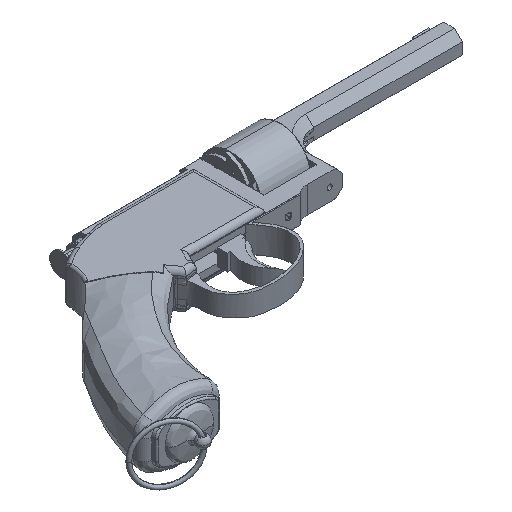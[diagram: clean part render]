
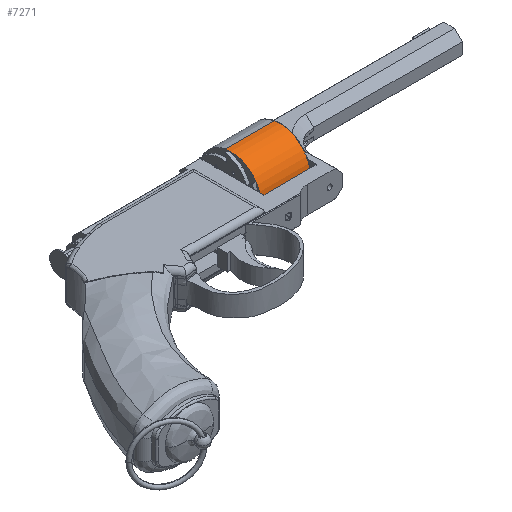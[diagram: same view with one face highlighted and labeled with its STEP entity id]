
A CAD part, isometric view. The second image highlights one B-rep face of the part: STEP entity #7271.
In plain terms, the highlighted cylindrical face has radius 18.685 mm (diameter 37.37 mm), a partial arc.
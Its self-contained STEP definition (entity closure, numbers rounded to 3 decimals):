
#257 = EDGE_CURVE ( 'NONE', #30485, #13464, #5508, .T. ) ;
#531 = EDGE_CURVE ( 'NONE', #32586, #6262, #2194, .T. ) ;
#632 = EDGE_CURVE ( 'NONE', #30485, #32586, #6773, .T. ) ;
#830 = EDGE_CURVE ( 'NONE', #13464, #6262, #25124, .T. ) ;
#1039 = DIRECTION ( 'NONE',  ( -1., 0., 0. ) ) ;
#1529 = FACE_OUTER_BOUND ( 'NONE', #1986, .T. ) ;
#1986 = EDGE_LOOP ( 'NONE', ( #28012, #28248, #24007, #6964 ) ) ;
#2194 = LINE ( 'NONE', #24082, #15435 ) ;
#3527 = DIRECTION ( 'NONE',  ( 0., 0., -1. ) ) ;
#5508 = LINE ( 'NONE', #15472, #11735 ) ;
#6262 = VERTEX_POINT ( 'NONE', #19806 ) ;
#6773 = CIRCLE ( 'NONE', #23619, 18.685 ) ;
#6964 = ORIENTED_EDGE ( 'NONE', *, *, #830, .F. ) ;
#7271 = ADVANCED_FACE ( 'NONE', ( #1529 ), #21865, .T. ) ;
#9146 = AXIS2_PLACEMENT_3D ( 'NONE', #20948, #18229, #1039 ) ;
#10499 = AXIS2_PLACEMENT_3D ( 'NONE', #12223, #30926, #14849 ) ;
#11735 = VECTOR ( 'NONE', #18004, 1000. ) ;
#12054 = CARTESIAN_POINT ( 'NONE',  ( -18.128, -0.975, 31.75 ) ) ;
#12223 = CARTESIAN_POINT ( 'NONE',  ( 0.557, -0.975, 2. ) ) ;
#13464 = VERTEX_POINT ( 'NONE', #30185 ) ;
#14849 = DIRECTION ( 'NONE',  ( -1., 0., 0. ) ) ;
#15435 = VECTOR ( 'NONE', #26856, 1000. ) ;
#15472 = CARTESIAN_POINT ( 'NONE',  ( 19.242, -0.975, 32. ) ) ;
#18004 = DIRECTION ( 'NONE',  ( 0., 0., -1. ) ) ;
#18229 = DIRECTION ( 'NONE',  ( 0., 0., -1. ) ) ;
#19382 = CARTESIAN_POINT ( 'NONE',  ( 0.557, -0.975, 31.75 ) ) ;
#19806 = CARTESIAN_POINT ( 'NONE',  ( -18.128, -0.975, 2. ) ) ;
#20948 = CARTESIAN_POINT ( 'NONE',  ( 0.557, -0.975, 32. ) ) ;
#21865 = CYLINDRICAL_SURFACE ( 'NONE', #9146, 18.685 ) ;
#22084 = DIRECTION ( 'NONE',  ( 1., 0., 0. ) ) ;
#23619 = AXIS2_PLACEMENT_3D ( 'NONE', #19382, #3527, #22084 ) ;
#24007 = ORIENTED_EDGE ( 'NONE', *, *, #531, .T. ) ;
#24082 = CARTESIAN_POINT ( 'NONE',  ( -18.128, -0.975, 32. ) ) ;
#25124 = CIRCLE ( 'NONE', #10499, 18.685 ) ;
#26856 = DIRECTION ( 'NONE',  ( 0., 0., -1. ) ) ;
#28012 = ORIENTED_EDGE ( 'NONE', *, *, #257, .F. ) ;
#28248 = ORIENTED_EDGE ( 'NONE', *, *, #632, .T. ) ;
#30185 = CARTESIAN_POINT ( 'NONE',  ( 19.242, -0.975, 2. ) ) ;
#30485 = VERTEX_POINT ( 'NONE', #30921 ) ;
#30921 = CARTESIAN_POINT ( 'NONE',  ( 19.242, -0.975, 31.75 ) ) ;
#30926 = DIRECTION ( 'NONE',  ( 0., 0., -1. ) ) ;
#32586 = VERTEX_POINT ( 'NONE', #12054 ) ;
